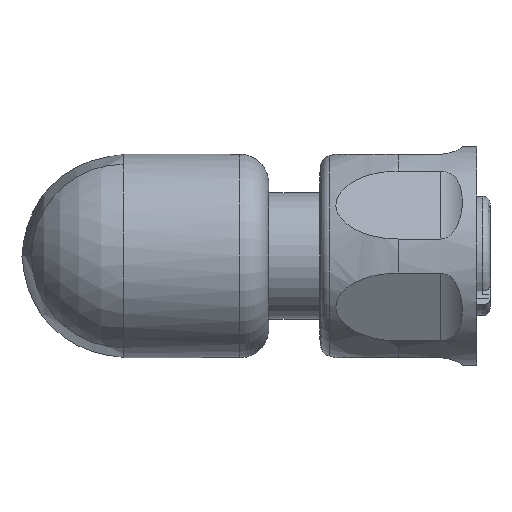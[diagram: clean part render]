
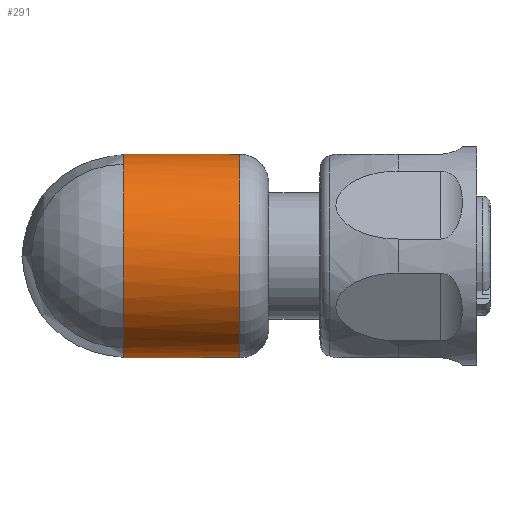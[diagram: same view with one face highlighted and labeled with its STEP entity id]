
A CAD part, front view. The second image highlights one B-rep face of the part: STEP entity #291.
In plain terms, the highlighted cylindrical face has radius 7 mm (diameter 14 mm), a full revolution.
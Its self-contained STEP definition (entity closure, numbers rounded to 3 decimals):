
#291=ADVANCED_FACE('',(#445,#446),#381,.T.);
#381=CYLINDRICAL_SURFACE('',#1433,7.);
#420=B_SPLINE_CURVE_WITH_KNOTS('',3,(#2046,#2047,#2048,#2049,#2050,#2051,
#2052,#2053,#2054,#2055,#2056,#2057,#2058,#2059,#2060,#2061,#2062,#2063,
#2064,#2065,#2066,#2067),.UNSPECIFIED.,.F.,.F.,(4,2,2,2,2,2,2,2,2,2,4),
(0.,0.063,0.125,0.25,0.375,0.5,0.625,0.75,0.875,0.938,1.),
 .UNSPECIFIED.);
#445=FACE_BOUND('',#508,.T.);
#446=FACE_BOUND('',#509,.T.);
#508=EDGE_LOOP('',(#633));
#509=EDGE_LOOP('',(#634,#635,#636,#637));
#633=ORIENTED_EDGE('',*,*,#1147,.T.);
#634=ORIENTED_EDGE('',*,*,#1148,.F.);
#635=ORIENTED_EDGE('',*,*,#1149,.T.);
#636=ORIENTED_EDGE('',*,*,#1150,.F.);
#637=ORIENTED_EDGE('',*,*,#1151,.T.);
#1011=VERTEX_POINT('',#2042);
#1012=VERTEX_POINT('',#2044);
#1013=VERTEX_POINT('',#2045);
#1014=VERTEX_POINT('',#2068);
#1015=VERTEX_POINT('',#2070);
#1147=EDGE_CURVE('',#1011,#1011,#1336,.T.);
#1148=EDGE_CURVE('',#1012,#1013,#1337,.T.);
#1149=EDGE_CURVE('',#1012,#1014,#420,.T.);
#1150=EDGE_CURVE('',#1015,#1014,#1338,.T.);
#1151=EDGE_CURVE('',#1015,#1013,#1339,.T.);
#1336=CIRCLE('',#1429,7.);
#1337=CIRCLE('',#1430,7.);
#1338=CIRCLE('',#1431,7.);
#1339=CIRCLE('',#1432,7.);
#1429=AXIS2_PLACEMENT_3D('',#2041,#1610,#1611);
#1430=AXIS2_PLACEMENT_3D('',#2043,#1612,#1613);
#1431=AXIS2_PLACEMENT_3D('',#2069,#1614,#1615);
#1432=AXIS2_PLACEMENT_3D('',#2071,#1616,#1617);
#1433=AXIS2_PLACEMENT_3D('',#2072,#1618,#1619);
#1610=DIRECTION('',(-1.,0.,0.));
#1611=DIRECTION('',(0.,0.,-1.));
#1612=DIRECTION('',(-1.,0.,0.));
#1613=DIRECTION('',(0.,0.,-1.));
#1614=DIRECTION('',(-1.,0.,0.));
#1615=DIRECTION('',(0.,0.,-1.));
#1616=DIRECTION('',(1.,0.,0.));
#1617=DIRECTION('',(0.,0.,1.));
#1618=DIRECTION('',(1.,0.,0.));
#1619=DIRECTION('',(0.,0.,-1.));
#2041=CARTESIAN_POINT('',(-1.135,-76.936,-16.065));
#2042=CARTESIAN_POINT('',(-1.135,-76.936,-23.065));
#2043=CARTESIAN_POINT('',(-9.135,-76.936,-16.065));
#2044=CARTESIAN_POINT('',(-9.135,-75.249,-22.859));
#2045=CARTESIAN_POINT('',(-9.135,-79.986,-22.366));
#2046=CARTESIAN_POINT('',(-9.135,-75.249,-22.859));
#2047=CARTESIAN_POINT('',(-8.6,-75.249,-22.859));
#2048=CARTESIAN_POINT('',(-8.119,-74.944,-22.783));
#2049=CARTESIAN_POINT('',(-7.235,-74.386,-22.591));
#2050=CARTESIAN_POINT('',(-6.812,-74.084,-22.467));
#2051=CARTESIAN_POINT('',(-5.572,-73.188,-22.016));
#2052=CARTESIAN_POINT('',(-4.792,-72.6,-21.615));
#2053=CARTESIAN_POINT('',(-3.329,-71.493,-20.535));
#2054=CARTESIAN_POINT('',(-2.656,-70.98,-19.861));
#2055=CARTESIAN_POINT('',(-1.625,-70.193,-18.166));
#2056=CARTESIAN_POINT('',(-1.288,-69.935,-17.143));
#2057=CARTESIAN_POINT('',(-1.288,-69.936,-14.986));
#2058=CARTESIAN_POINT('',(-1.629,-70.197,-13.954));
#2059=CARTESIAN_POINT('',(-2.659,-70.983,-12.267));
#2060=CARTESIAN_POINT('',(-3.332,-71.496,-11.592));
#2061=CARTESIAN_POINT('',(-4.795,-72.602,-10.514));
#2062=CARTESIAN_POINT('',(-5.584,-73.197,-10.11));
#2063=CARTESIAN_POINT('',(-6.814,-74.086,-9.663));
#2064=CARTESIAN_POINT('',(-7.232,-74.384,-9.54));
#2065=CARTESIAN_POINT('',(-8.118,-74.944,-9.348));
#2066=CARTESIAN_POINT('',(-8.592,-75.249,-9.271));
#2067=CARTESIAN_POINT('',(-9.135,-75.249,-9.271));
#2068=CARTESIAN_POINT('',(-9.135,-75.249,-9.271));
#2069=CARTESIAN_POINT('',(-9.135,-76.936,-16.065));
#2070=CARTESIAN_POINT('',(-9.135,-79.986,-9.765));
#2071=CARTESIAN_POINT('',(-9.135,-76.936,-16.065));
#2072=CARTESIAN_POINT('',(-16.135,-76.936,-16.065));
